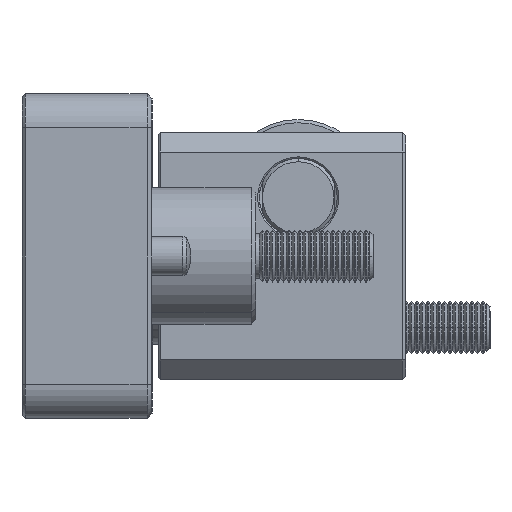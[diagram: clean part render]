
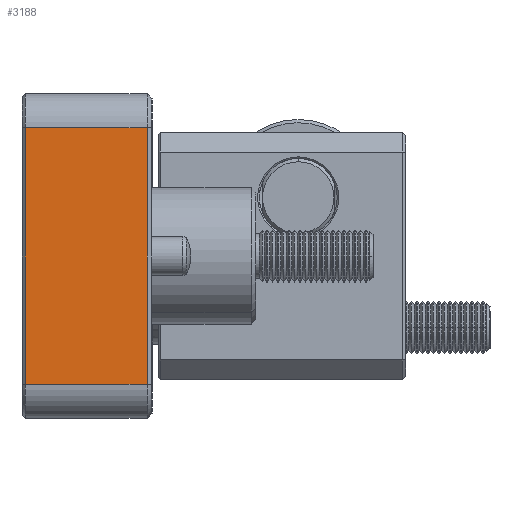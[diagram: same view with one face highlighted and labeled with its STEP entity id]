
A CAD part, left-side view. The second image highlights one B-rep face of the part: STEP entity #3188.
In plain terms, the highlighted face is planar.
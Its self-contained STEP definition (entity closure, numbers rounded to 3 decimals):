
#446 = ORIENTED_EDGE ( 'NONE', *, *, #61775, .T. ) ;
#2801 = LINE ( 'NONE', #44387, #19917 ) ;
#3188 = ADVANCED_FACE ( 'NONE', ( #28892 ), #8909, .F. ) ;
#3254 = CARTESIAN_POINT ( 'NONE',  ( -56.5, 130., 19. ) ) ;
#7495 = EDGE_LOOP ( 'NONE', ( #446, #29182, #24976, #32058 ) ) ;
#8594 = EDGE_CURVE ( 'NONE', #62784, #14337, #50830, .T. ) ;
#8909 = PLANE ( 'NONE',  #11673 ) ;
#9535 = CARTESIAN_POINT ( 'NONE',  ( 22.5, 130., 19. ) ) ;
#10965 = VERTEX_POINT ( 'NONE', #3254 ) ;
#11673 = AXIS2_PLACEMENT_3D ( 'NONE', #45444, #50196, #33948 ) ;
#14337 = VERTEX_POINT ( 'NONE', #44095 ) ;
#14474 = DIRECTION ( 'NONE',  ( 0., 0., -1. ) ) ;
#18865 = LINE ( 'NONE', #60826, #47456 ) ;
#19368 = CARTESIAN_POINT ( 'NONE',  ( -67., 130., -18.5 ) ) ;
#19917 = VECTOR ( 'NONE', #39982, 1000. ) ;
#24976 = ORIENTED_EDGE ( 'NONE', *, *, #57716, .T. ) ;
#28053 = CARTESIAN_POINT ( 'NONE',  ( -56.5, 130., 20. ) ) ;
#28892 = FACE_OUTER_BOUND ( 'NONE', #7495, .T. ) ;
#29182 = ORIENTED_EDGE ( 'NONE', *, *, #8594, .T. ) ;
#32058 = ORIENTED_EDGE ( 'NONE', *, *, #35150, .T. ) ;
#32616 = VECTOR ( 'NONE', #39976, 1000. ) ;
#33459 = LINE ( 'NONE', #28053, #63466 ) ;
#33948 = DIRECTION ( 'NONE',  ( 0., 0., -1. ) ) ;
#35150 = EDGE_CURVE ( 'NONE', #10965, #39923, #2801, .T. ) ;
#39162 = DIRECTION ( 'NONE',  ( 0., 0., 1. ) ) ;
#39923 = VERTEX_POINT ( 'NONE', #9535 ) ;
#39976 = DIRECTION ( 'NONE',  ( -1., 0., 0. ) ) ;
#39982 = DIRECTION ( 'NONE',  ( 1., 0., 0. ) ) ;
#44095 = CARTESIAN_POINT ( 'NONE',  ( -56.5, 130., -18.5 ) ) ;
#44387 = CARTESIAN_POINT ( 'NONE',  ( 22.5, 130., 19. ) ) ;
#45444 = CARTESIAN_POINT ( 'NONE',  ( -67., 130., 20. ) ) ;
#47456 = VECTOR ( 'NONE', #14474, 1000. ) ;
#50196 = DIRECTION ( 'NONE',  ( 0., -1., 0. ) ) ;
#50830 = LINE ( 'NONE', #19368, #32616 ) ;
#57716 = EDGE_CURVE ( 'NONE', #14337, #10965, #33459, .T. ) ;
#60826 = CARTESIAN_POINT ( 'NONE',  ( 22.5, 130., 20. ) ) ;
#61775 = EDGE_CURVE ( 'NONE', #39923, #62784, #18865, .T. ) ;
#62784 = VERTEX_POINT ( 'NONE', #65413 ) ;
#63466 = VECTOR ( 'NONE', #39162, 1000. ) ;
#65413 = CARTESIAN_POINT ( 'NONE',  ( 22.5, 130., -18.5 ) ) ;
